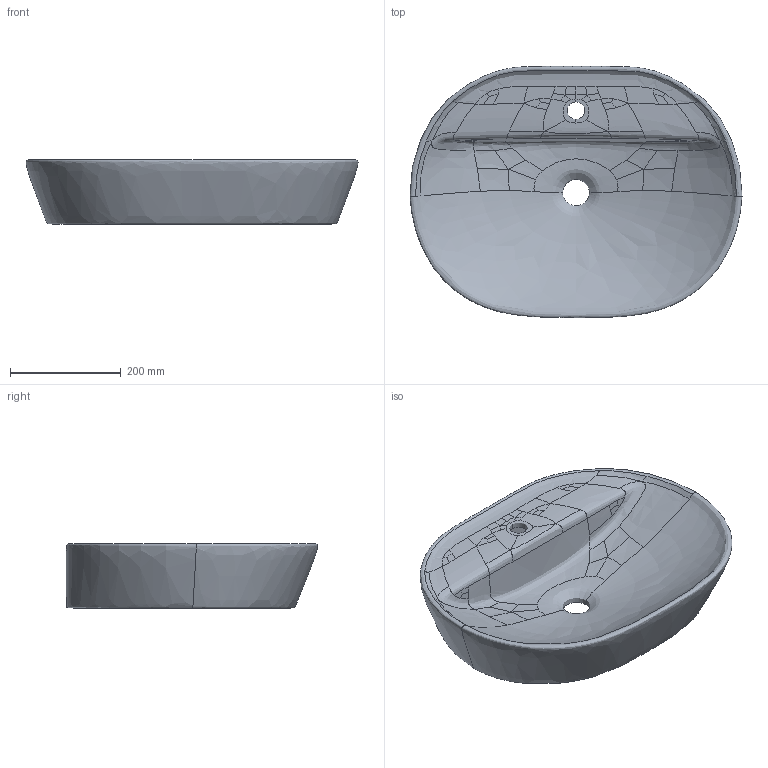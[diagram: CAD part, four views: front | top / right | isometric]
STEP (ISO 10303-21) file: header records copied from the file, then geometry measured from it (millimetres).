
FILE_DESCRIPTION(/* description */ (''),/* implementation_level */ '2;1');
FILE_NAME(/* name */ '4360',/* time_stamp */ '2025-07-08T20:52:24+03:00',/* author */ (''),/* organization */ (''),/* preprocessor_version */ 'ST-DEVELOPER v16.5',/* originating_system */ '',/* authorisation */ '');
FILE_SCHEMA (('AUTOMOTIVE_DESIGN_CC2'));
Length unit declared in the file: millimetre
Products named in the file (1): Document
Bounding box: 598.27 x 452.74 x 115.87 mm (x, y, z)
Surface area: 498473.7 mm2 (no closed solid volume)
Topology: 0 solids, 1 shells, 71 faces, 187 edges, 115 vertices
Faces by surface type: bspline 71
Entity records: 10154 total; most frequent: CARTESIAN_POINT 8979, ORIENTED_EDGE 368, EDGE_CURVE 187, B_SPLINE_CURVE_WITH_KNOTS 187, VERTEX_POINT 115, ADVANCED_FACE 71, FACE_OUTER_BOUND 71, EDGE_LOOP 71
